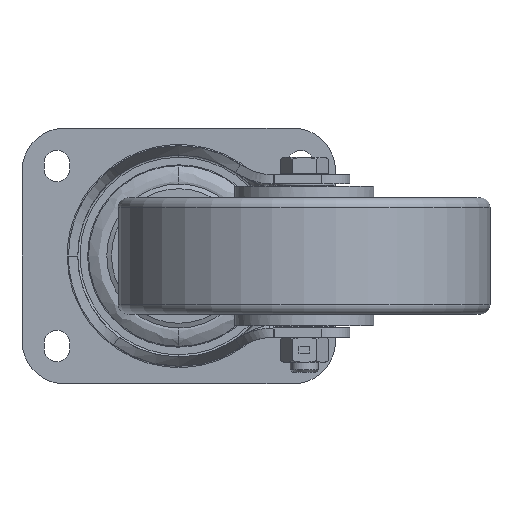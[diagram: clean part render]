
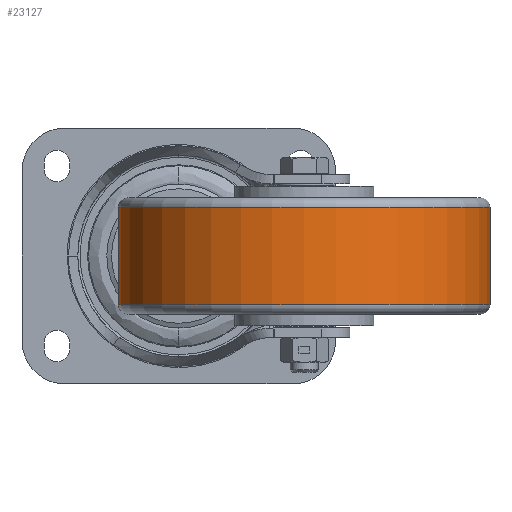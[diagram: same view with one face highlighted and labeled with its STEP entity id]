
A CAD part, front view. The second image highlights one B-rep face of the part: STEP entity #23127.
In plain terms, the highlighted cylindrical face has radius 80 mm (diameter 160 mm), a partial arc.
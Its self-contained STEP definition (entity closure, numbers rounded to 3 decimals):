
#334 = DIRECTION ( 'NONE',  ( 0., 0., 1. ) ) ;
#2410 = VERTEX_POINT ( 'NONE', #2542 ) ;
#2542 = CARTESIAN_POINT ( 'NONE',  ( -26., -120., 21. ) ) ;
#3992 = DIRECTION ( 'NONE',  ( 1., 0., 0. ) ) ;
#4652 = EDGE_CURVE ( 'NONE', #9652, #2410, #8176, .T. ) ;
#5287 = ORIENTED_EDGE ( 'NONE', *, *, #5932, .F. ) ;
#5932 = EDGE_CURVE ( 'NONE', #9652, #28296, #43491, .T. ) ;
#8176 = CIRCLE ( 'NONE', #19876, 80. ) ;
#9652 = VERTEX_POINT ( 'NONE', #46652 ) ;
#10634 = CARTESIAN_POINT ( 'NONE',  ( 54., -120., 21. ) ) ;
#10732 = CARTESIAN_POINT ( 'NONE',  ( -26., -120., -21. ) ) ;
#11448 = ORIENTED_EDGE ( 'NONE', *, *, #4652, .T. ) ;
#12374 = CARTESIAN_POINT ( 'NONE',  ( 54., -120., -58.614 ) ) ;
#12380 = EDGE_CURVE ( 'NONE', #2410, #42616, #33360, .T. ) ;
#14012 = CARTESIAN_POINT ( 'NONE',  ( -26., -120., -58.614 ) ) ;
#14241 = ORIENTED_EDGE ( 'NONE', *, *, #43778, .T. ) ;
#14346 = DIRECTION ( 'NONE',  ( 0., 0., -1. ) ) ;
#16129 = VECTOR ( 'NONE', #25312, 1000. ) ;
#17678 = ORIENTED_EDGE ( 'NONE', *, *, #12380, .T. ) ;
#19876 = AXIS2_PLACEMENT_3D ( 'NONE', #10634, #14346, #25010 ) ;
#20502 = EDGE_LOOP ( 'NONE', ( #5287, #11448, #17678, #14241 ) ) ;
#22157 = CIRCLE ( 'NONE', #24464, 80. ) ;
#23127 = ADVANCED_FACE ( 'NONE', ( #26760 ), #30726, .T. ) ;
#23650 = CARTESIAN_POINT ( 'NONE',  ( 54., -120., -21. ) ) ;
#24464 = AXIS2_PLACEMENT_3D ( 'NONE', #23650, #334, #3992 ) ;
#25010 = DIRECTION ( 'NONE',  ( -1., 0., 0. ) ) ;
#25312 = DIRECTION ( 'NONE',  ( 0., 0., -1. ) ) ;
#26530 = CARTESIAN_POINT ( 'NONE',  ( 134., -120., -21. ) ) ;
#26740 = DIRECTION ( 'NONE',  ( 0., 0., -1. ) ) ;
#26760 = FACE_OUTER_BOUND ( 'NONE', #20502, .T. ) ;
#28296 = VERTEX_POINT ( 'NONE', #26530 ) ;
#28304 = CARTESIAN_POINT ( 'NONE',  ( 134., -120., -58.614 ) ) ;
#28646 = VECTOR ( 'NONE', #39332, 1000. ) ;
#30233 = DIRECTION ( 'NONE',  ( -1., 0., 0. ) ) ;
#30726 = CYLINDRICAL_SURFACE ( 'NONE', #30737, 80. ) ;
#30737 = AXIS2_PLACEMENT_3D ( 'NONE', #12374, #26740, #30233 ) ;
#33360 = LINE ( 'NONE', #14012, #16129 ) ;
#39332 = DIRECTION ( 'NONE',  ( 0., 0., -1. ) ) ;
#42616 = VERTEX_POINT ( 'NONE', #10732 ) ;
#43491 = LINE ( 'NONE', #28304, #28646 ) ;
#43778 = EDGE_CURVE ( 'NONE', #42616, #28296, #22157, .T. ) ;
#46652 = CARTESIAN_POINT ( 'NONE',  ( 134., -120., 21. ) ) ;
